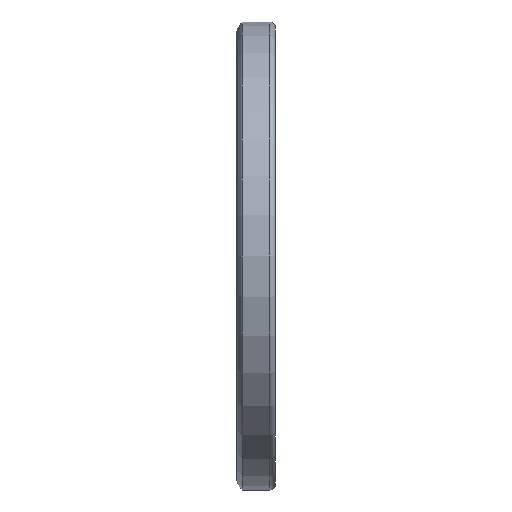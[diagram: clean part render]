
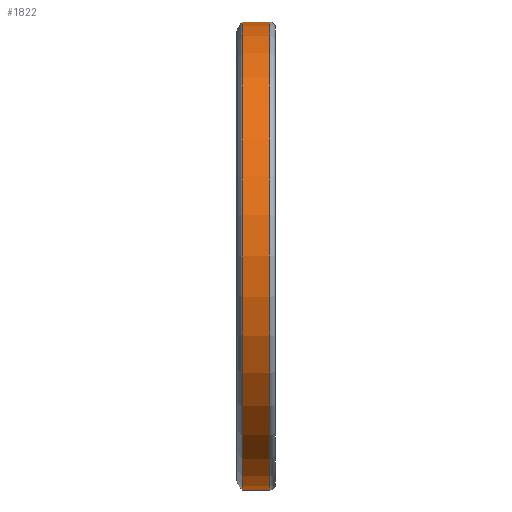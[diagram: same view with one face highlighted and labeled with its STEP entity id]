
A CAD part, left-side view. The second image highlights one B-rep face of the part: STEP entity #1822.
In plain terms, the highlighted cylindrical face has radius 48.2 mm (diameter 96.4 mm), a partial arc.
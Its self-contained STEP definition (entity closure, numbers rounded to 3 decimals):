
#236 = CYLINDRICAL_SURFACE ( 'NONE', #4528, 48.2 ) ;
#260 = CARTESIAN_POINT ( 'NONE',  ( 0., 8., 0. ) ) ;
#370 = DIRECTION ( 'NONE',  ( 0., 0., -1. ) ) ;
#522 = CARTESIAN_POINT ( 'NONE',  ( 0., 1.2, 48.2 ) ) ;
#1252 = AXIS2_PLACEMENT_3D ( 'NONE', #3604, #1384, #370 ) ;
#1328 = EDGE_CURVE ( 'NONE', #2940, #3828, #3240, .T. ) ;
#1384 = DIRECTION ( 'NONE',  ( 0., -1., 0. ) ) ;
#1423 = EDGE_LOOP ( 'NONE', ( #1431, #1617, #2512, #3676 ) ) ;
#1431 = ORIENTED_EDGE ( 'NONE', *, *, #1328, .F. ) ;
#1441 = VECTOR ( 'NONE', #4290, 1000. ) ;
#1467 = VECTOR ( 'NONE', #4095, 1000. ) ;
#1617 = ORIENTED_EDGE ( 'NONE', *, *, #1945, .T. ) ;
#1687 = FACE_OUTER_BOUND ( 'NONE', #1423, .T. ) ;
#1708 = VERTEX_POINT ( 'NONE', #1897 ) ;
#1752 = DIRECTION ( 'NONE',  ( 0., 1., 0. ) ) ;
#1822 = ADVANCED_FACE ( 'NONE', ( #1687 ), #236, .T. ) ;
#1897 = CARTESIAN_POINT ( 'NONE',  ( 0., 1.2, -48.2 ) ) ;
#1945 = EDGE_CURVE ( 'NONE', #2940, #2969, #3266, .T. ) ;
#1997 = EDGE_CURVE ( 'NONE', #1708, #3828, #2878, .T. ) ;
#2054 = CARTESIAN_POINT ( 'NONE',  ( 0., 6.8, -48.2 ) ) ;
#2057 = EDGE_CURVE ( 'NONE', #2969, #1708, #4001, .T. ) ;
#2119 = CARTESIAN_POINT ( 'NONE',  ( 0., 1.2, 0. ) ) ;
#2171 = CARTESIAN_POINT ( 'NONE',  ( 0., 8., 48.2 ) ) ;
#2401 = DIRECTION ( 'NONE',  ( 0., -1., 0. ) ) ;
#2512 = ORIENTED_EDGE ( 'NONE', *, *, #2057, .T. ) ;
#2878 = CIRCLE ( 'NONE', #3720, 48.2 ) ;
#2940 = VERTEX_POINT ( 'NONE', #4196 ) ;
#2969 = VERTEX_POINT ( 'NONE', #2054 ) ;
#3119 = DIRECTION ( 'NONE',  ( 0., 0., -1. ) ) ;
#3240 = LINE ( 'NONE', #2171, #1441 ) ;
#3266 = CIRCLE ( 'NONE', #1252, 48.2 ) ;
#3352 = CARTESIAN_POINT ( 'NONE',  ( 0., 8., -48.2 ) ) ;
#3604 = CARTESIAN_POINT ( 'NONE',  ( 0., 6.8, 0. ) ) ;
#3676 = ORIENTED_EDGE ( 'NONE', *, *, #1997, .T. ) ;
#3720 = AXIS2_PLACEMENT_3D ( 'NONE', #2119, #1752, #4606 ) ;
#3828 = VERTEX_POINT ( 'NONE', #522 ) ;
#4001 = LINE ( 'NONE', #3352, #1467 ) ;
#4095 = DIRECTION ( 'NONE',  ( 0., -1., 0. ) ) ;
#4196 = CARTESIAN_POINT ( 'NONE',  ( 0., 6.8, 48.2 ) ) ;
#4290 = DIRECTION ( 'NONE',  ( 0., -1., 0. ) ) ;
#4528 = AXIS2_PLACEMENT_3D ( 'NONE', #260, #2401, #3119 ) ;
#4606 = DIRECTION ( 'NONE',  ( 0., 0., 1. ) ) ;
